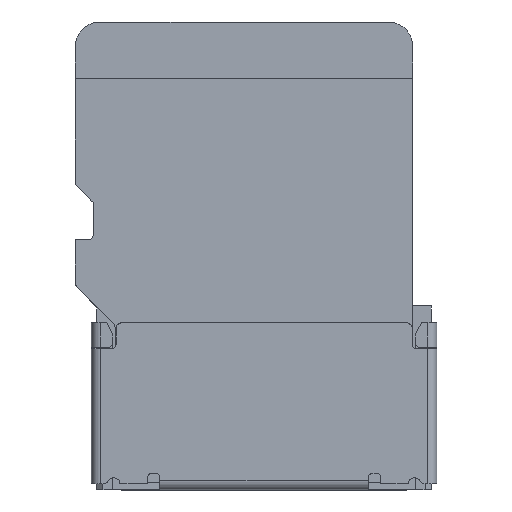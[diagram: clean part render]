
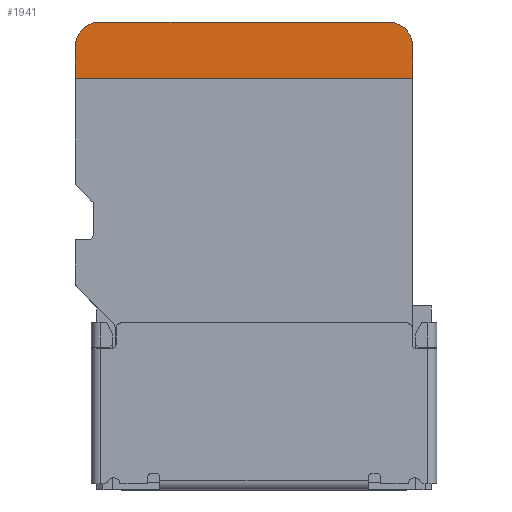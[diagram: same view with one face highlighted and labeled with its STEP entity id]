
A CAD part, top view. The second image highlights one B-rep face of the part: STEP entity #1941.
In plain terms, the highlighted planar face has unit normal (0, 0, 1).
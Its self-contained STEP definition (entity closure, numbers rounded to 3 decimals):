
#87 = PLANE('',#88);
#88 = AXIS2_PLACEMENT_3D('',#89,#90,#91);
#89 = CARTESIAN_POINT('',(10.475,7.75,-0.53));
#90 = DIRECTION('',(1.,0.,0.));
#91 = DIRECTION('',(-0.,1.,0.));
#116 = CYLINDRICAL_SURFACE('',#117,0.8);
#117 = AXIS2_PLACEMENT_3D('',#118,#119,#120);
#118 = CARTESIAN_POINT('',(9.675,14.45,-1.052));
#119 = DIRECTION('',(0.,0.,1.));
#120 = DIRECTION('',(-1.,0.,0.));
#144 = PLANE('',#145);
#145 = AXIS2_PLACEMENT_3D('',#146,#147,#148);
#146 = CARTESIAN_POINT('',(4.975,15.25,-0.53));
#147 = DIRECTION('',(0.,1.,0.));
#148 = DIRECTION('',(-1.,0.,0.));
#173 = CYLINDRICAL_SURFACE('',#174,0.8);
#174 = AXIS2_PLACEMENT_3D('',#175,#176,#177);
#175 = CARTESIAN_POINT('',(0.275,14.45,-1.052));
#176 = DIRECTION('',(0.,0.,1.));
#177 = DIRECTION('',(-1.,0.,0.));
#201 = PLANE('',#202);
#202 = AXIS2_PLACEMENT_3D('',#203,#204,#205);
#203 = CARTESIAN_POINT('',(-0.525,12.204,-0.53));
#204 = DIRECTION('',(1.,0.,0.));
#205 = DIRECTION('',(0.,-1.,0.));
#725 = PLANE('',#726);
#726 = AXIS2_PLACEMENT_3D('',#727,#728,#729);
#727 = CARTESIAN_POINT('',(4.975,13.41,-0.13));
#728 = DIRECTION('',(0.,1.,0.));
#729 = DIRECTION('',(0.,-0.,1.));
#1071 = VERTEX_POINT('',#1072);
#1072 = CARTESIAN_POINT('',(-0.525,14.45,-0.03));
#1093 = EDGE_CURVE('',#1094,#1071,#1096,.T.);
#1094 = VERTEX_POINT('',#1095);
#1095 = CARTESIAN_POINT('',(-0.525,13.41,-0.03));
#1096 = SURFACE_CURVE('',#1097,(#1101,#1108),.PCURVE_S1.);
#1097 = LINE('',#1098,#1099);
#1098 = CARTESIAN_POINT('',(-0.525,13.41,-0.03));
#1099 = VECTOR('',#1100,1.);
#1100 = DIRECTION('',(0.,1.,0.));
#1101 = PCURVE('',#201,#1102);
#1102 = DEFINITIONAL_REPRESENTATION('',(#1103),#1107);
#1103 = LINE('',#1104,#1105);
#1104 = CARTESIAN_POINT('',(-1.206,-0.5));
#1105 = VECTOR('',#1106,1.);
#1106 = DIRECTION('',(-1.,0.));
#1107 = ( GEOMETRIC_REPRESENTATION_CONTEXT(2) 
PARAMETRIC_REPRESENTATION_CONTEXT() REPRESENTATION_CONTEXT('2D SPACE',''
  ) );
#1108 = PCURVE('',#1109,#1114);
#1109 = PLANE('',#1110);
#1110 = AXIS2_PLACEMENT_3D('',#1111,#1112,#1113);
#1111 = CARTESIAN_POINT('',(4.975,14.33,-0.03));
#1112 = DIRECTION('',(0.,0.,1.));
#1113 = DIRECTION('',(-1.,0.,0.));
#1114 = DEFINITIONAL_REPRESENTATION('',(#1115),#1119);
#1115 = LINE('',#1116,#1117);
#1116 = CARTESIAN_POINT('',(5.5,0.92));
#1117 = VECTOR('',#1118,1.);
#1118 = DIRECTION('',(0.,-1.));
#1119 = ( GEOMETRIC_REPRESENTATION_CONTEXT(2) 
PARAMETRIC_REPRESENTATION_CONTEXT() REPRESENTATION_CONTEXT('2D SPACE',''
  ) );
#1288 = EDGE_CURVE('',#1071,#1289,#1291,.T.);
#1289 = VERTEX_POINT('',#1290);
#1290 = CARTESIAN_POINT('',(0.275,15.25,-0.03));
#1291 = SURFACE_CURVE('',#1292,(#1297,#1304),.PCURVE_S1.);
#1292 = CIRCLE('',#1293,0.8);
#1293 = AXIS2_PLACEMENT_3D('',#1294,#1295,#1296);
#1294 = CARTESIAN_POINT('',(0.275,14.45,-0.03));
#1295 = DIRECTION('',(0.,0.,-1.));
#1296 = DIRECTION('',(-1.,0.,0.));
#1297 = PCURVE('',#173,#1298);
#1298 = DEFINITIONAL_REPRESENTATION('',(#1299),#1303);
#1299 = LINE('',#1300,#1301);
#1300 = CARTESIAN_POINT('',(6.283,1.022));
#1301 = VECTOR('',#1302,1.);
#1302 = DIRECTION('',(-1.,0.));
#1303 = ( GEOMETRIC_REPRESENTATION_CONTEXT(2) 
PARAMETRIC_REPRESENTATION_CONTEXT() REPRESENTATION_CONTEXT('2D SPACE',''
  ) );
#1304 = PCURVE('',#1109,#1305);
#1305 = DEFINITIONAL_REPRESENTATION('',(#1306),#1314);
#1306 = ( BOUNDED_CURVE() B_SPLINE_CURVE(2,(#1307,#1308,#1309,#1310,
#1311,#1312,#1313),.UNSPECIFIED.,.T.,.F.) B_SPLINE_CURVE_WITH_KNOTS((1,2
    ,2,2,2,1),(-2.094,0.,2.094,4.189,
6.283,8.378),.UNSPECIFIED.) CURVE() 
GEOMETRIC_REPRESENTATION_ITEM() RATIONAL_B_SPLINE_CURVE((1.,0.5,1.,0.5,
1.,0.5,1.)) REPRESENTATION_ITEM('') );
#1307 = CARTESIAN_POINT('',(5.5,-0.12));
#1308 = CARTESIAN_POINT('',(5.5,-1.506));
#1309 = CARTESIAN_POINT('',(4.3,-0.813));
#1310 = CARTESIAN_POINT('',(3.1,-0.12));
#1311 = CARTESIAN_POINT('',(4.3,0.573));
#1312 = CARTESIAN_POINT('',(5.5,1.266));
#1313 = CARTESIAN_POINT('',(5.5,-0.12));
#1314 = ( GEOMETRIC_REPRESENTATION_CONTEXT(2) 
PARAMETRIC_REPRESENTATION_CONTEXT() REPRESENTATION_CONTEXT('2D SPACE',''
  ) );
#1343 = VERTEX_POINT('',#1344);
#1344 = CARTESIAN_POINT('',(9.675,15.25,-0.03));
#1365 = EDGE_CURVE('',#1289,#1343,#1366,.T.);
#1366 = SURFACE_CURVE('',#1367,(#1371,#1378),.PCURVE_S1.);
#1367 = LINE('',#1368,#1369);
#1368 = CARTESIAN_POINT('',(0.275,15.25,-0.03));
#1369 = VECTOR('',#1370,1.);
#1370 = DIRECTION('',(1.,0.,0.));
#1371 = PCURVE('',#144,#1372);
#1372 = DEFINITIONAL_REPRESENTATION('',(#1373),#1377);
#1373 = LINE('',#1374,#1375);
#1374 = CARTESIAN_POINT('',(4.7,0.5));
#1375 = VECTOR('',#1376,1.);
#1376 = DIRECTION('',(-1.,0.));
#1377 = ( GEOMETRIC_REPRESENTATION_CONTEXT(2) 
PARAMETRIC_REPRESENTATION_CONTEXT() REPRESENTATION_CONTEXT('2D SPACE',''
  ) );
#1378 = PCURVE('',#1109,#1379);
#1379 = DEFINITIONAL_REPRESENTATION('',(#1380),#1384);
#1380 = LINE('',#1381,#1382);
#1381 = CARTESIAN_POINT('',(4.7,-0.92));
#1382 = VECTOR('',#1383,1.);
#1383 = DIRECTION('',(-1.,0.));
#1384 = ( GEOMETRIC_REPRESENTATION_CONTEXT(2) 
PARAMETRIC_REPRESENTATION_CONTEXT() REPRESENTATION_CONTEXT('2D SPACE',''
  ) );
#1391 = EDGE_CURVE('',#1343,#1392,#1394,.T.);
#1392 = VERTEX_POINT('',#1393);
#1393 = CARTESIAN_POINT('',(10.475,14.45,-0.03));
#1394 = SURFACE_CURVE('',#1395,(#1400,#1407),.PCURVE_S1.);
#1395 = CIRCLE('',#1396,0.8);
#1396 = AXIS2_PLACEMENT_3D('',#1397,#1398,#1399);
#1397 = CARTESIAN_POINT('',(9.675,14.45,-0.03));
#1398 = DIRECTION('',(0.,0.,-1.));
#1399 = DIRECTION('',(0.,1.,0.));
#1400 = PCURVE('',#116,#1401);
#1401 = DEFINITIONAL_REPRESENTATION('',(#1402),#1406);
#1402 = LINE('',#1403,#1404);
#1403 = CARTESIAN_POINT('',(4.712,1.022));
#1404 = VECTOR('',#1405,1.);
#1405 = DIRECTION('',(-1.,0.));
#1406 = ( GEOMETRIC_REPRESENTATION_CONTEXT(2) 
PARAMETRIC_REPRESENTATION_CONTEXT() REPRESENTATION_CONTEXT('2D SPACE',''
  ) );
#1407 = PCURVE('',#1109,#1408);
#1408 = DEFINITIONAL_REPRESENTATION('',(#1409),#1417);
#1409 = ( BOUNDED_CURVE() B_SPLINE_CURVE(2,(#1410,#1411,#1412,#1413,
#1414,#1415,#1416),.UNSPECIFIED.,.T.,.F.) B_SPLINE_CURVE_WITH_KNOTS((1,2
    ,2,2,2,1),(-2.094,0.,2.094,4.189,
6.283,8.378),.UNSPECIFIED.) CURVE() 
GEOMETRIC_REPRESENTATION_ITEM() RATIONAL_B_SPLINE_CURVE((1.,0.5,1.,0.5,
1.,0.5,1.)) REPRESENTATION_ITEM('') );
#1410 = CARTESIAN_POINT('',(-4.7,-0.92));
#1411 = CARTESIAN_POINT('',(-6.086,-0.92));
#1412 = CARTESIAN_POINT('',(-5.393,0.28));
#1413 = CARTESIAN_POINT('',(-4.7,1.48));
#1414 = CARTESIAN_POINT('',(-4.007,0.28));
#1415 = CARTESIAN_POINT('',(-3.314,-0.92));
#1416 = CARTESIAN_POINT('',(-4.7,-0.92));
#1417 = ( GEOMETRIC_REPRESENTATION_CONTEXT(2) 
PARAMETRIC_REPRESENTATION_CONTEXT() REPRESENTATION_CONTEXT('2D SPACE',''
  ) );
#1491 = VERTEX_POINT('',#1492);
#1492 = CARTESIAN_POINT('',(10.475,13.41,-0.03));
#1513 = EDGE_CURVE('',#1392,#1491,#1514,.T.);
#1514 = SURFACE_CURVE('',#1515,(#1519,#1526),.PCURVE_S1.);
#1515 = LINE('',#1516,#1517);
#1516 = CARTESIAN_POINT('',(10.475,14.45,-0.03));
#1517 = VECTOR('',#1518,1.);
#1518 = DIRECTION('',(0.,-1.,0.));
#1519 = PCURVE('',#87,#1520);
#1520 = DEFINITIONAL_REPRESENTATION('',(#1521),#1525);
#1521 = LINE('',#1522,#1523);
#1522 = CARTESIAN_POINT('',(6.7,0.5));
#1523 = VECTOR('',#1524,1.);
#1524 = DIRECTION('',(-1.,0.));
#1525 = ( GEOMETRIC_REPRESENTATION_CONTEXT(2) 
PARAMETRIC_REPRESENTATION_CONTEXT() REPRESENTATION_CONTEXT('2D SPACE',''
  ) );
#1526 = PCURVE('',#1109,#1527);
#1527 = DEFINITIONAL_REPRESENTATION('',(#1528),#1532);
#1528 = LINE('',#1529,#1530);
#1529 = CARTESIAN_POINT('',(-5.5,-0.12));
#1530 = VECTOR('',#1531,1.);
#1531 = DIRECTION('',(0.,1.));
#1532 = ( GEOMETRIC_REPRESENTATION_CONTEXT(2) 
PARAMETRIC_REPRESENTATION_CONTEXT() REPRESENTATION_CONTEXT('2D SPACE',''
  ) );
#1918 = EDGE_CURVE('',#1491,#1094,#1919,.T.);
#1919 = SURFACE_CURVE('',#1920,(#1924,#1931),.PCURVE_S1.);
#1920 = LINE('',#1921,#1922);
#1921 = CARTESIAN_POINT('',(10.475,13.41,-0.03));
#1922 = VECTOR('',#1923,1.);
#1923 = DIRECTION('',(-1.,0.,0.));
#1924 = PCURVE('',#725,#1925);
#1925 = DEFINITIONAL_REPRESENTATION('',(#1926),#1930);
#1926 = LINE('',#1927,#1928);
#1927 = CARTESIAN_POINT('',(0.1,5.5));
#1928 = VECTOR('',#1929,1.);
#1929 = DIRECTION('',(0.,-1.));
#1930 = ( GEOMETRIC_REPRESENTATION_CONTEXT(2) 
PARAMETRIC_REPRESENTATION_CONTEXT() REPRESENTATION_CONTEXT('2D SPACE',''
  ) );
#1931 = PCURVE('',#1109,#1932);
#1932 = DEFINITIONAL_REPRESENTATION('',(#1933),#1937);
#1933 = LINE('',#1934,#1935);
#1934 = CARTESIAN_POINT('',(-5.5,0.92));
#1935 = VECTOR('',#1936,1.);
#1936 = DIRECTION('',(1.,0.));
#1937 = ( GEOMETRIC_REPRESENTATION_CONTEXT(2) 
PARAMETRIC_REPRESENTATION_CONTEXT() REPRESENTATION_CONTEXT('2D SPACE',''
  ) );
#1941 = ADVANCED_FACE('',(#1942),#1109,.T.);
#1942 = FACE_BOUND('',#1943,.F.);
#1943 = EDGE_LOOP('',(#1944,#1945,#1946,#1947,#1948,#1949));
#1944 = ORIENTED_EDGE('',*,*,#1918,.T.);
#1945 = ORIENTED_EDGE('',*,*,#1093,.T.);
#1946 = ORIENTED_EDGE('',*,*,#1288,.T.);
#1947 = ORIENTED_EDGE('',*,*,#1365,.T.);
#1948 = ORIENTED_EDGE('',*,*,#1391,.T.);
#1949 = ORIENTED_EDGE('',*,*,#1513,.T.);
